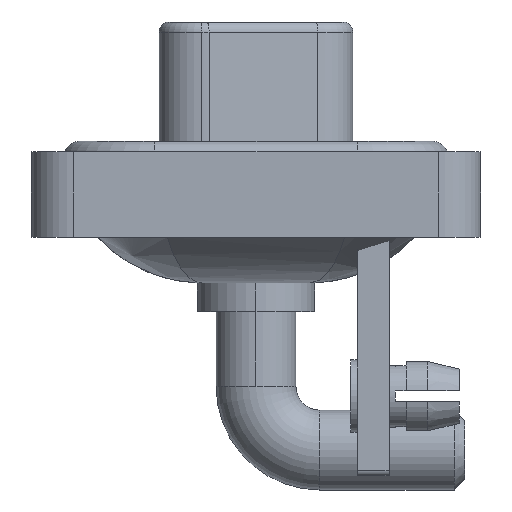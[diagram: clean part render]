
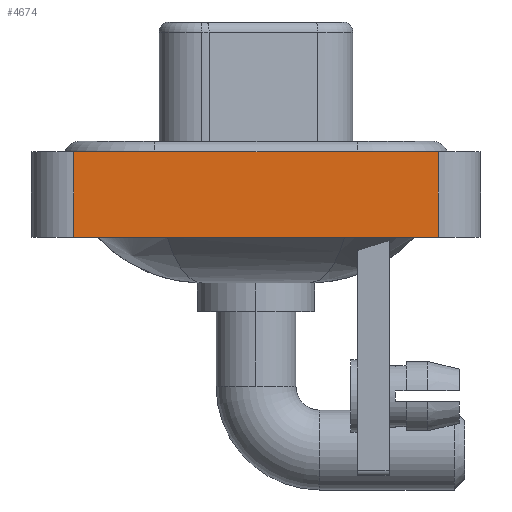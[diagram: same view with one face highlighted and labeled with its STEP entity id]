
A CAD part, left-side view. The second image highlights one B-rep face of the part: STEP entity #4674.
In plain terms, the highlighted planar face has unit normal (-1, 0, 0).
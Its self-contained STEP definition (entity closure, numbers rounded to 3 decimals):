
#52 = ORIENTED_EDGE ( 'NONE', *, *, #2897, .F. ) ;
#928 = EDGE_CURVE ( 'NONE', #2349, #3048, #7544, .T. ) ;
#2349 = VERTEX_POINT ( 'NONE', #18052 ) ;
#2827 = DIRECTION ( 'NONE',  ( 0., -1., 0. ) ) ;
#2897 = EDGE_CURVE ( 'NONE', #5290, #6634, #5311, .T. ) ;
#2921 = CARTESIAN_POINT ( 'NONE',  ( -7.3, -8.55, 0.4 ) ) ;
#2990 = VECTOR ( 'NONE', #6629, 1000. ) ;
#3048 = VERTEX_POINT ( 'NONE', #16299 ) ;
#3436 = ORIENTED_EDGE ( 'NONE', *, *, #16026, .T. ) ;
#3608 = FACE_OUTER_BOUND ( 'NONE', #17095, .T. ) ;
#3704 = DIRECTION ( 'NONE',  ( -1., 0., 0. ) ) ;
#4004 = LINE ( 'NONE', #18816, #5586 ) ;
#4674 = ADVANCED_FACE ( 'NONE', ( #3608 ), #16823, .T. ) ;
#5290 = VERTEX_POINT ( 'NONE', #15652 ) ;
#5311 = LINE ( 'NONE', #5502, #16764 ) ;
#5487 = LINE ( 'NONE', #11230, #2990 ) ;
#5502 = CARTESIAN_POINT ( 'NONE',  ( -7.3, -8.55, 0.4 ) ) ;
#5586 = VECTOR ( 'NONE', #12927, 1000. ) ;
#6629 = DIRECTION ( 'NONE',  ( 0., 0., 1. ) ) ;
#6634 = VERTEX_POINT ( 'NONE', #2921 ) ;
#7544 = LINE ( 'NONE', #8985, #15545 ) ;
#8808 = DIRECTION ( 'NONE',  ( 0., -1., 0. ) ) ;
#8985 = CARTESIAN_POINT ( 'NONE',  ( -7.3, -8.55, -3.6 ) ) ;
#9461 = CARTESIAN_POINT ( 'NONE',  ( -7.3, -8.55, -3.6 ) ) ;
#9748 = DIRECTION ( 'NONE',  ( 0., 0., 1. ) ) ;
#10617 = ORIENTED_EDGE ( 'NONE', *, *, #928, .T. ) ;
#11230 = CARTESIAN_POINT ( 'NONE',  ( -7.3, 8.55, -3.6 ) ) ;
#11794 = EDGE_CURVE ( 'NONE', #2349, #5290, #5487, .T. ) ;
#12927 = DIRECTION ( 'NONE',  ( 0., 0., 1. ) ) ;
#15545 = VECTOR ( 'NONE', #8808, 1000. ) ;
#15652 = CARTESIAN_POINT ( 'NONE',  ( -7.3, 8.55, 0.4 ) ) ;
#16026 = EDGE_CURVE ( 'NONE', #3048, #6634, #4004, .T. ) ;
#16299 = CARTESIAN_POINT ( 'NONE',  ( -7.3, -8.55, -3.6 ) ) ;
#16764 = VECTOR ( 'NONE', #2827, 1000. ) ;
#16823 = PLANE ( 'NONE',  #17010 ) ;
#16835 = ORIENTED_EDGE ( 'NONE', *, *, #11794, .F. ) ;
#17010 = AXIS2_PLACEMENT_3D ( 'NONE', #9461, #3704, #9748 ) ;
#17095 = EDGE_LOOP ( 'NONE', ( #3436, #52, #16835, #10617 ) ) ;
#18052 = CARTESIAN_POINT ( 'NONE',  ( -7.3, 8.55, -3.6 ) ) ;
#18816 = CARTESIAN_POINT ( 'NONE',  ( -7.3, -8.55, -3.6 ) ) ;
